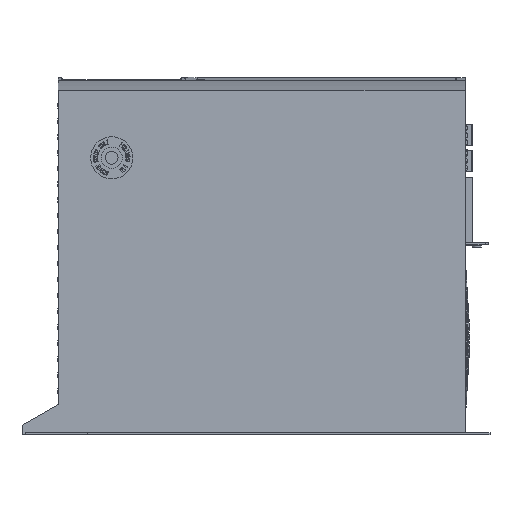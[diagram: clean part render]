
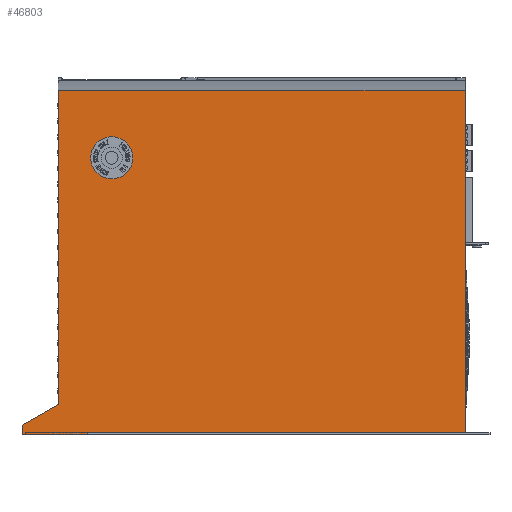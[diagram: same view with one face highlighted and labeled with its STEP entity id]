
A CAD part, left-side view. The second image highlights one B-rep face of the part: STEP entity #46803.
In plain terms, the highlighted planar face has unit normal (-1, 0, 0).
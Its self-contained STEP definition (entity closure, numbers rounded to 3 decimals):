
#1057=DIRECTION('',(0.,0.,1.));
#1058=VECTOR('',#1057,224.246);
#1059=CARTESIAN_POINT('',(-112.5,0.,-216.7));
#1060=LINE('',#1059,#1058);
#5423=DIRECTION('',(0.,0.,1.));
#5424=VECTOR('',#5423,244.146);
#5425=CARTESIAN_POINT('',(-112.5,-290.,-236.6));
#5426=LINE('',#5425,#5424);
#11994=CARTESIAN_POINT('',(-112.5,-38.,-40.5));
#11995=DIRECTION('',(-1.,0.,0.));
#11996=DIRECTION('',(0.,-1.,0.));
#11997=AXIS2_PLACEMENT_3D('',#11994,#11995,#11996);
#12002=CARTESIAN_POINT('',(-112.5,-38.,-40.5));
#12003=DIRECTION('',(-1.,0.,0.));
#12004=DIRECTION('',(0.,1.,0.));
#12005=AXIS2_PLACEMENT_3D('',#12002,#12003,#12004);
#12026=DIRECTION('',(0.,0.871,-0.492));
#12027=VECTOR('',#12026,29.285);
#12028=CARTESIAN_POINT('',(-112.5,0.5,-216.7));
#12029=LINE('',#12028,#12027);
#12033=DIRECTION('',(0.,1.,0.));
#12034=VECTOR('',#12033,0.5);
#12035=CARTESIAN_POINT('',(-112.5,0.,-216.7));
#12036=LINE('',#12035,#12034);
#12040=DIRECTION('',(0.,1.,0.));
#12041=VECTOR('',#12040,269.);
#12042=CARTESIAN_POINT('',(-112.5,-290.,-236.6));
#12043=LINE('',#12042,#12041);
#12047=DIRECTION('',(0.,0.,1.));
#12048=VECTOR('',#12047,1.5);
#12049=CARTESIAN_POINT('',(-112.5,-21.,-238.1));
#12050=LINE('',#12049,#12048);
#12054=DIRECTION('',(0.,1.,0.));
#12055=VECTOR('',#12054,47.);
#12056=CARTESIAN_POINT('',(-112.5,-21.,-238.1));
#12057=LINE('',#12056,#12055);
#22684=DIRECTION('',(0.,0.,-1.));
#22685=VECTOR('',#22684,7.);
#22686=CARTESIAN_POINT('',(-112.5,26.,-231.1));
#22687=LINE('',#22686,#22685);
#26129=DIRECTION('',(0.,-1.,0.));
#26130=VECTOR('',#26129,290.);
#26131=CARTESIAN_POINT('',(-112.5,0.,7.546));
#26132=LINE('',#26131,#26130);
#33001=CARTESIAN_POINT('',(-112.5,0.,7.546));
#33002=CARTESIAN_POINT('',(-112.5,-290.,7.546));
#33003=VERTEX_POINT('',#33001);
#33004=VERTEX_POINT('',#33002);
#33497=CARTESIAN_POINT('',(-112.5,26.,-238.1));
#33499=VERTEX_POINT('',#33497);
#34142=CARTESIAN_POINT('',(-112.5,-21.,-238.1));
#34144=VERTEX_POINT('',#34142);
#34145=CARTESIAN_POINT('',(-112.5,-290.,-236.6));
#34146=CARTESIAN_POINT('',(-112.5,-21.,-236.6));
#34147=VERTEX_POINT('',#34145);
#34148=VERTEX_POINT('',#34146);
#35857=CARTESIAN_POINT('',(-112.5,0.5,-216.7));
#35858=CARTESIAN_POINT('',(-112.5,26.,-231.1));
#35859=VERTEX_POINT('',#35857);
#35860=VERTEX_POINT('',#35858);
#35873=CARTESIAN_POINT('',(-112.5,0.,-216.7));
#35874=VERTEX_POINT('',#35873);
#36221=CARTESIAN_POINT('',(-112.5,-53.,-40.5));
#36222=CARTESIAN_POINT('',(-112.5,-23.,-40.5));
#36223=VERTEX_POINT('',#36221);
#36224=VERTEX_POINT('',#36222);
#46777=CARTESIAN_POINT('',(-112.5,0.,-238.1));
#46778=DIRECTION('',(-1.,0.,0.));
#46779=DIRECTION('',(0.,0.,1.));
#46780=AXIS2_PLACEMENT_3D('',#46777,#46778,#46779);
#46781=PLANE('',#46780);
#46783=ORIENTED_EDGE('',*,*,#46782,.F.);
#46785=ORIENTED_EDGE('',*,*,#46784,.F.);
#46787=ORIENTED_EDGE('',*,*,#46786,.F.);
#46788=ORIENTED_EDGE('',*,*,#39541,.T.);
#46790=ORIENTED_EDGE('',*,*,#46789,.T.);
#46791=ORIENTED_EDGE('',*,*,#42164,.F.);
#46792=ORIENTED_EDGE('',*,*,#41246,.T.);
#46793=ORIENTED_EDGE('',*,*,#46752,.F.);
#46794=ORIENTED_EDGE('',*,*,#46726,.T.);
#46795=EDGE_LOOP('',(#46783,#46785,#46787,#46788,#46790,#46791,#46792,#46793,
#46794));
#46796=FACE_OUTER_BOUND('',#46795,.F.);
#46798=ORIENTED_EDGE('',*,*,#46797,.T.);
#46800=ORIENTED_EDGE('',*,*,#46799,.T.);
#46801=EDGE_LOOP('',(#46798,#46800));
#46802=FACE_BOUND('',#46801,.F.);
#46803=ADVANCED_FACE('',(#46796,#46802),#46781,.T.);
#11998=CIRCLE('',#11997,15.);
#12006=CIRCLE('',#12005,15.);
#39541=EDGE_CURVE('',#35874,#33003,#1060,.T.);
#41246=EDGE_CURVE('',#34147,#34148,#12043,.T.);
#42164=EDGE_CURVE('',#34147,#33004,#5426,.T.);
#46726=EDGE_CURVE('',#34144,#33499,#12057,.T.);
#46752=EDGE_CURVE('',#34144,#34148,#12050,.T.);
#46782=EDGE_CURVE('',#35860,#33499,#22687,.T.);
#46784=EDGE_CURVE('',#35859,#35860,#12029,.T.);
#46786=EDGE_CURVE('',#35874,#35859,#12036,.T.);
#46789=EDGE_CURVE('',#33003,#33004,#26132,.T.);
#46797=EDGE_CURVE('',#36223,#36224,#11998,.T.);
#46799=EDGE_CURVE('',#36224,#36223,#12006,.T.);
